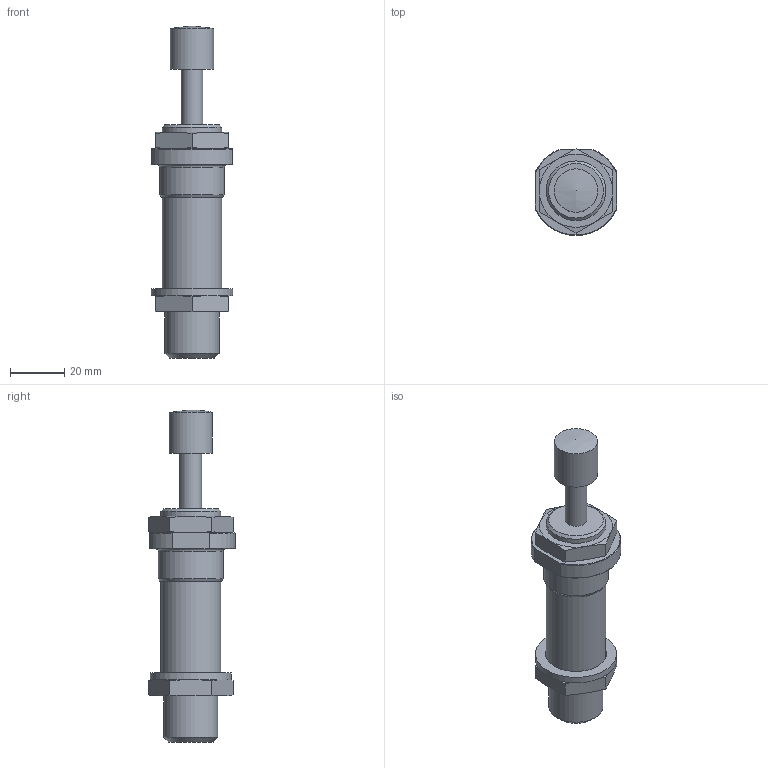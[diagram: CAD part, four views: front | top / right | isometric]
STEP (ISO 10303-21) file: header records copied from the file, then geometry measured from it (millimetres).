
FILE_DESCRIPTION(/* description */ ('STEP AP214'),/* implementation_level */ '2;1');
FILE_NAME(/* name */ '192877_DG-GA-40-YSR',/* time_stamp */ '2024-08-15T23:45:19+02:00',/* author */ ('License CC BY-ND 4.0'),/* organization */ ('CADENAS'),/* preprocessor_version */ 'ST-DEVELOPER v19.3',/* originating_system */ 'PARTsolutions',/* authorisation */ ' ');
FILE_SCHEMA (('AUTOMOTIVE_DESIGN {1 0 10303 214 3 1 1}'));
Length unit declared in the file: millimetre
Products named in the file (6): 192877 DG-GA-40-YSR---(OUT); 34573 YSR-16-20-C---dg_ga1; 34573 YSR-16-20-C---dg_ga3; 192877 DG-GA-40-YSR_h; 34573 YSR-16-20-Cdg_ga2; 192877 DG-GA-40-YSR_r
Assembly tree (6 placements, depth 2):
  192877 DG-GA-40-YSR---(OUT)
    34573 YSR-16-20-C---dg_ga1
    34573 YSR-16-20-C---dg_ga3  x2
    192877 DG-GA-40-YSR_h
    34573 YSR-16-20-Cdg_ga2
    192877 DG-GA-40-YSR_r
Bounding box: 30 x 32.09 x 122.5 mm (x, y, z)
Volume: 40290.8 mm3; surface area: 19103.2 mm2
Topology: 6 solids, 6 shells, 90 faces, 184 edges, 111 vertices
Faces by surface type: cone 40, plane 32, cylinder 16, torus 1, sphere 1
Full cylindrical faces by diameter (mm): 8 x2, 16 x3, 20 x1, 20.376 x3, 22 x1, 22.5 x1, 24 x1, 30 x1
Entity records: 1819 total; most frequent: CARTESIAN_POINT 374, DIRECTION 280, ORIENTED_EDGE 222, AXIS2_PLACEMENT_3D 131, EDGE_CURVE 111, EDGE_LOOP 100, FACE_BOUND 100, VERTEX_POINT 81
